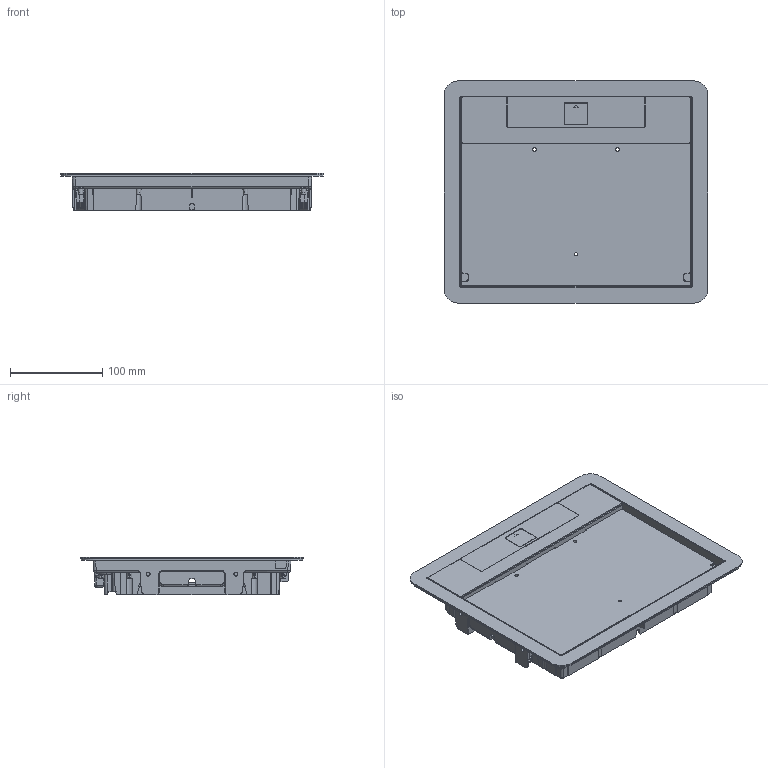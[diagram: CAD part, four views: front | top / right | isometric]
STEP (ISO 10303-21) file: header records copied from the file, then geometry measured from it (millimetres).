
FILE_DESCRIPTION(('CATIA V5 STEP Exchange','CAx-IF Rec.Pracs.--- Model Styling and Organization---1.2---2011-12-15'),'2;1');
FILE_NAME('088004.stp','2016-09-27T12:20:45+00:00',('none'),('none'),'CATIA Version 5-6 Release 2014 SP4','CATIA V5 STEP AP214','none');
FILE_SCHEMA(('AUTOMOTIVE_DESIGN { 1 0 10303 214 1 1 1 1 }'));
Products named in the file (23): A013450; A013448; D008709; D008710; D008711; D007887_A; Vis plastic 3x10; A013233AA; D007819; D007818; D008705; D008704; VIS M4x6 TR CRUCI; A011000; D007755; D007754; Renfort cable outlet &RA-&RB; D007757; CJ00934; ASS handle &RA-&RB; D007899; D007900; D007898
Assembly tree (33 placements, depth 5):
  A013450
    A013448
      D008709
      D008710
      D008711
      D007887_A  x4
      Vis plastic 3x10  x8
    A013233AA
      D007819
      D007818
      VIS M4x6 TR CRUCI  x2
      A011000
        D007755
        D007754
        Renfort cable outlet &RA-&RB
        D007757  x2
        CJ00934  x2
        ASS handle &RA-&RB
          D007899
          D007900
          D007898
  D008705
  D008704
Bounding box: 286 x 241 x 40.2 mm (x, y, z)
Volume: 377134.3 mm3; surface area: 402948.7 mm2
Topology: 32 solids, 32 shells, 4717 faces, 12395 edges, 7671 vertices
Faces by surface type: plane 1872, cylinder 1364, bspline 895, cone 340, torus 153, sphere 73, extrusion 20
Entity records: 139493 total; most frequent: CARTESIAN_POINT 63396, ORIENTED_EDGE 18448, DIRECTION 10802, EDGE_CURVE 9224, VERTEX_POINT 5734, VECTOR 4478, LINE 4470, AXIS2_PLACEMENT_3D 4022
